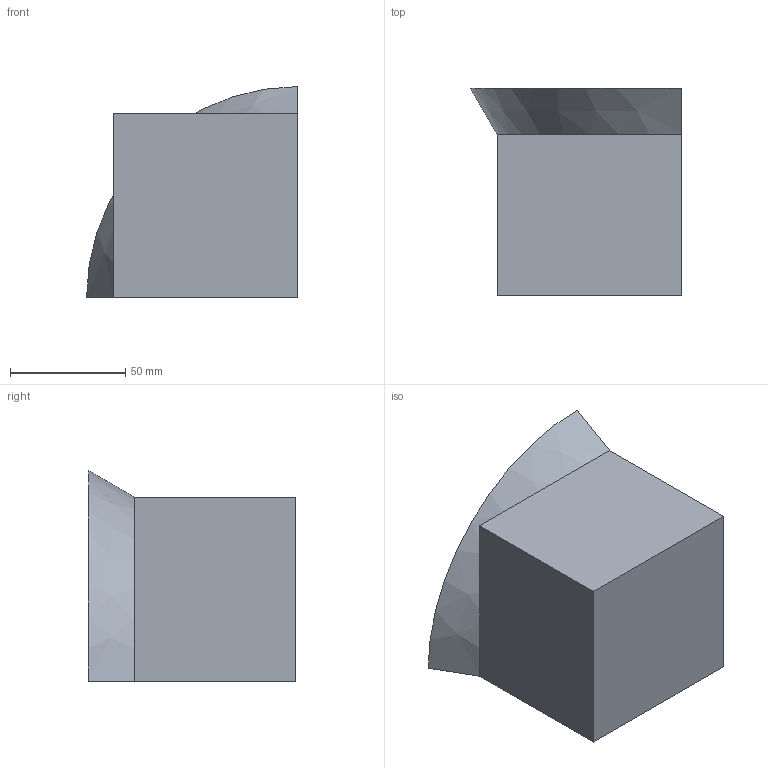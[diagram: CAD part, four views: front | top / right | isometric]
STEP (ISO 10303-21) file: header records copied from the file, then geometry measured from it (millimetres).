
FILE_DESCRIPTION (( 'STEP AP214' ), '1' );
FILE_NAME ('Rubber Tire Mold 3D.STEP', '2025-11-17T03:44:10', ( '' ), ( '' ), 'SwSTEP 2.0', 'SolidWorks 2025', '' );
FILE_SCHEMA (( 'AUTOMOTIVE_DESIGN' ));
Length unit declared in the file: millimetre
Products named in the file (1): Rubber Tire Mold 3D
Bounding box: 91.55 x 90 x 91.55 mm (x, y, z)
Volume: 365000.5 mm3; surface area: 44181.5 mm2
Topology: 1 solids, 1 shells, 44 faces, 112 edges, 70 vertices
Faces by surface type: plane 28, cylinder 14, cone 2
Entity records: 1345 total; most frequent: DIRECTION 240, CARTESIAN_POINT 227, ORIENTED_EDGE 224, EDGE_CURVE 112, AXIS2_PLACEMENT_3D 83, LINE 74, VECTOR 74, VERTEX_POINT 70
